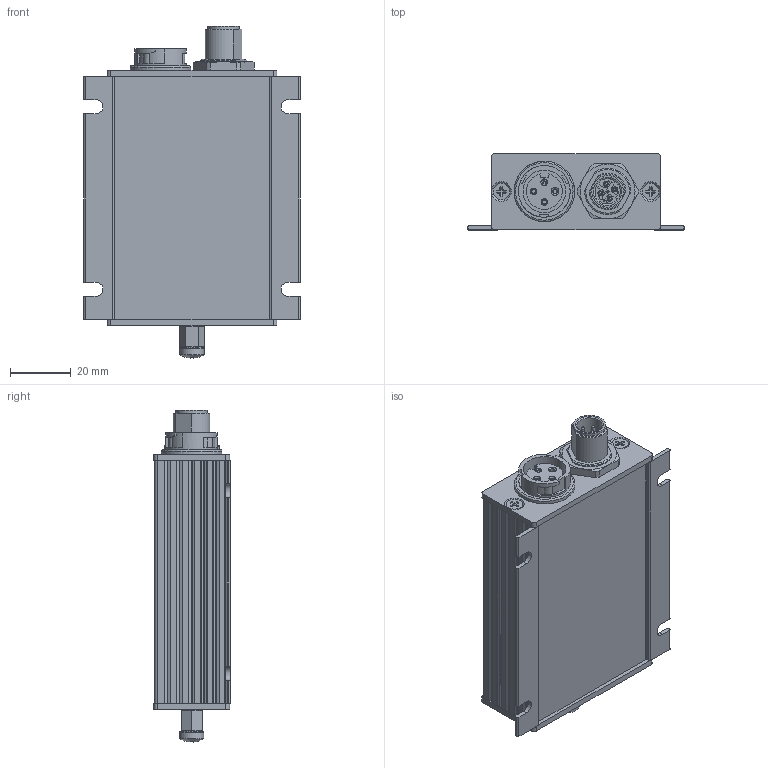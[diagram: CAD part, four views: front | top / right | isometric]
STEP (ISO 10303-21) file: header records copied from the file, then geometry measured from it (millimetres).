
FILE_DESCRIPTION(/* description */ (''),/* implementation_level */ '2;1');
FILE_NAME(/* name */ '70 002 00_SLCA-2_PNP-NO_Schaltverstärker.stp',/* time_stamp */ '2024-06-16T20:50:32+02:00',/* author */ ('kuttig'),/* organization */ (''),/* preprocessor_version */ 'ST-DEVELOPER v16.13',/* originating_system */ 'Autodesk Inventor 2018',/* authorisation */ '');
FILE_SCHEMA (('AUTOMOTIVE_DESIGN { 1 0 10303 214 3 1 1 }'));
Products named in the file (1): 70 002 00_SLCA-2_PNP-NO_Schaltverstärker_Shrinkwra
p_1
Bounding box: 71 x 25.05 x 109.06 mm (x, y, z)
Volume: 32203.8 mm3; surface area: 52856.9 mm2
Topology: 10 solids, 11 shells, 1936 faces, 5162 edges, 3307 vertices
Faces by surface type: plane 965, cylinder 560, bspline 194, torus 79, cone 69, sphere 69
Full cylindrical faces by diameter (mm): 0.5 x2, 0.77 x4, 0.97 x4, 1 x4, 1.05 x4, 1.6 x3, 1.8 x3, 2 x16, 2.25 x1, 2.4 x3, 2.98 x2, 3 x3, 3.242 x2, 3.5 x4, 4 x2, 4.3 x1, 5.5 x4, 7.7 x1, 8 x1, 8.3 x1, 10.4 x1, 11 x1, 12 x2, 13 x1, 14 x1, 16.5 x1, 16.95 x1, 18 x1, 19.9 x1
Entity records: 71418 total; most frequent: CARTESIAN_POINT 22801, ORIENTED_EDGE 9882, DIRECTION 9347, EDGE_CURVE 4941, VERTEX_POINT 3216, AXIS2_PLACEMENT_3D 3210, LINE 2927, VECTOR 2927
